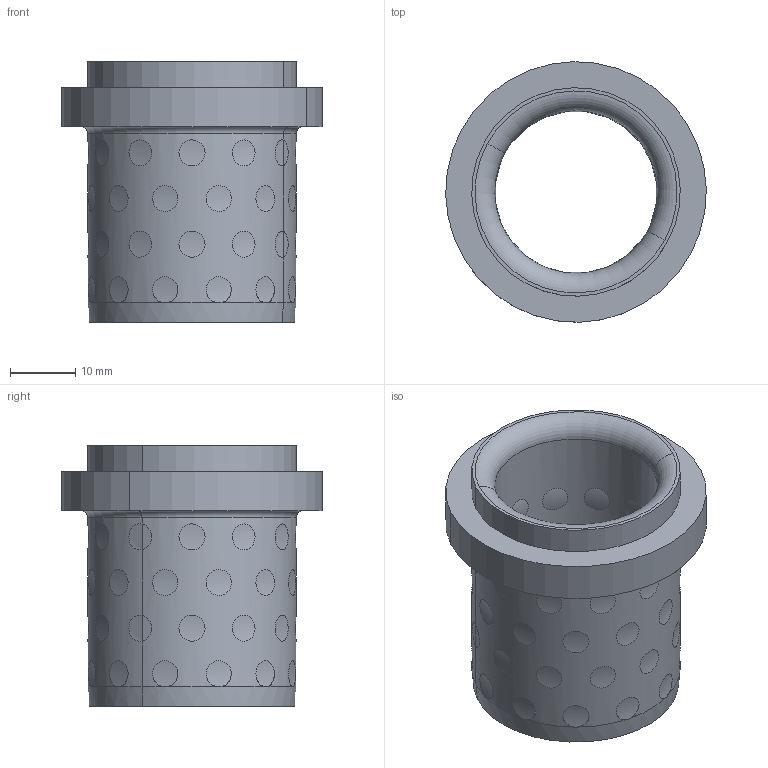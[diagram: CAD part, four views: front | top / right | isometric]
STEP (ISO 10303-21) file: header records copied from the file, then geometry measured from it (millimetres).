
FILE_DESCRIPTION(('CATIA V5 STEP Exchange'),'2;1');
FILE_NAME('RDBG209.2540.stp','2017-03-08T08:13:27+00:00',('none'),('none'),'CATIA Version 5 Release 19 GA (IN-10)','CATIA V5 STEP AP203','none');
FILE_SCHEMA(('CONFIG_CONTROL_DESIGN'));
Length unit declared in the file: millimetre
Products named in the file (1): RDBG209.2540
Bounding box: 39.99 x 39.99 x 40 mm (x, y, z)
Volume: 15072.1 mm3; surface area: 12921.5 mm2
Topology: 49 solids, 49 shells, 314 faces, 689 edges, 460 vertices
Faces by surface type: cylinder 304, torus 4, plane 4, cone 2
Entity records: 10837 total; most frequent: CARTESIAN_POINT 5424, ORIENTED_EDGE 1368, EDGE_CURVE 684, DIRECTION 479, VERTEX_POINT 450, B_SPLINE_CURVE_WITH_KNOTS 428, EDGE_LOOP 394, ADVANCED_FACE 314
